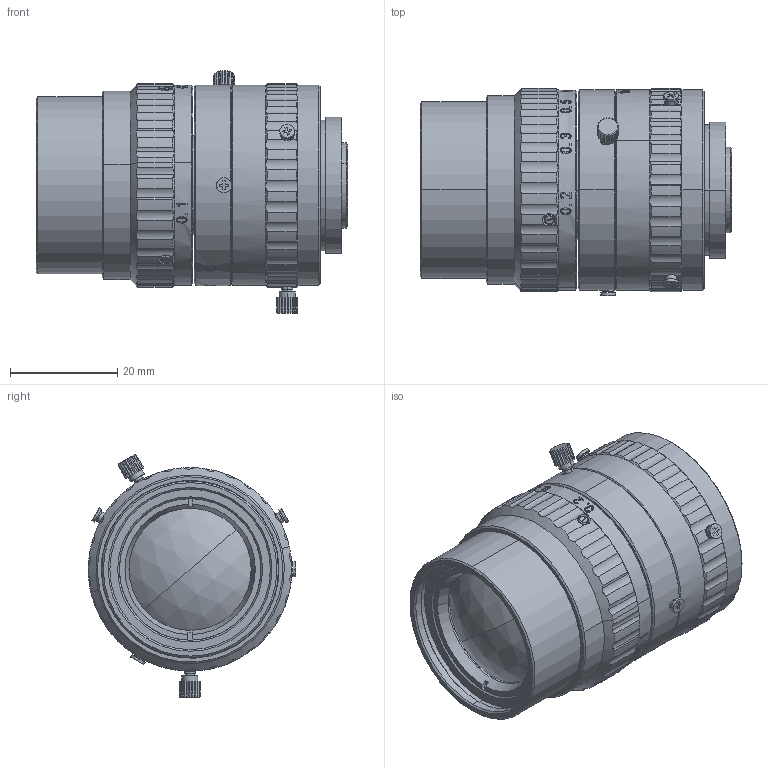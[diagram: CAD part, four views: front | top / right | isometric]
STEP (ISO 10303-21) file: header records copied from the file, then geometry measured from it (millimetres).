
FILE_DESCRIPTION (( 'STEP AP203' ), '1' );
FILE_NAME ('AZURE-NV1620M6M装配体.STEP', '2022-03-07T10:42:17', ( '微软用户' ), ( '微软中国' ), 'SwSTEP 2.0', 'SolidWorks 2014', '' );
FILE_SCHEMA (( 'CONFIG_CONTROL_DESIGN' ));
Length unit declared in the file: millimetre
Products named in the file (1): AZURE-NV1620M6M蚾饜极
Bounding box: 58.14 x 38.7 x 45.33 mm (x, y, z)
Surface area: 13579.8 mm2 (no closed solid volume)
Topology: 0 solids, 30 shells, 832 faces, 2648 edges, 1812 vertices
Faces by surface type: cylinder 290, plane 260, cone 145, bspline 133, sphere 4
Entity records: 62493 total; most frequent: CARTESIAN_POINT 41169, ORIENTED_EDGE 4595, DIRECTION 3681, EDGE_CURVE 2648, VERTEX_POINT 1812, AXIS2_PLACEMENT_3D 1357, B_SPLINE_CURVE_WITH_KNOTS 1024, LINE 967
